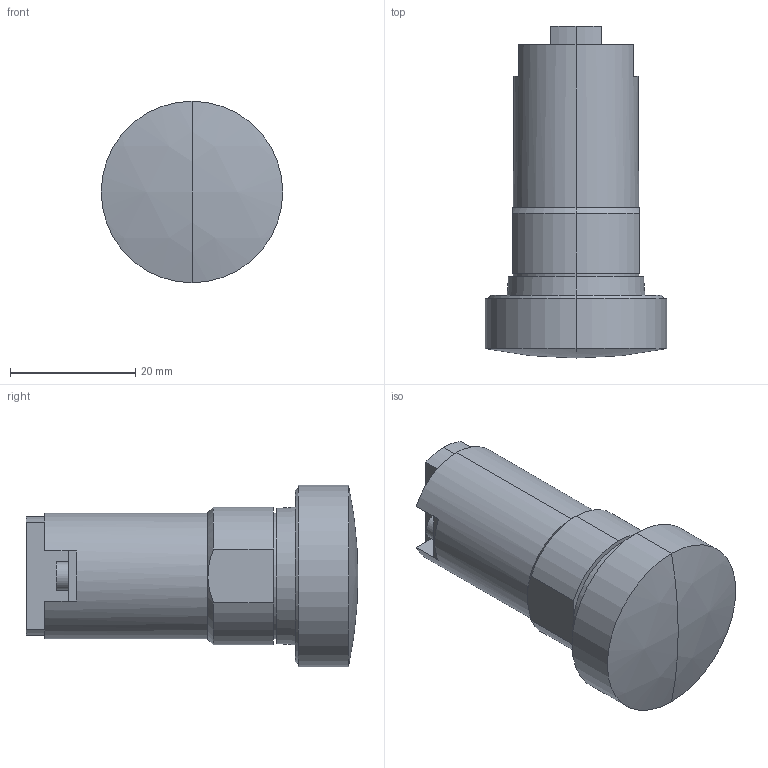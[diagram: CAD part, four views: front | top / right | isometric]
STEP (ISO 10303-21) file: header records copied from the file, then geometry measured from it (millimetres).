
FILE_DESCRIPTION(('starvars output'),'2;1');
FILE_NAME('XB7EV05MP_3D.stp','18:40:57 2020/04/01',( 'Thomas Industrial Network Germany GmbH'),( 'Thomas Industrial Network Germany GmbH'),'unknown preprocess','ACIS' ,'unknown authorization');
FILE_SCHEMA(('CONFIG_CONTROL_DESIGN {UNKNOWN IMPLEMENTATION LEVEL}'));
Length unit declared in the file: millimetre
Products named in the file (1): PRODUCT_ID_12
Bounding box: 29 x 53 x 29 mm (x, y, z)
Volume: 19531.4 mm3; surface area: 5024.9 mm2
Topology: 1 solids, 1 shells, 50 faces, 120 edges, 79 vertices
Faces by surface type: plane 24, cylinder 18, cone 6, sphere 2
Entity records: 1317 total; most frequent: ORIENTED_EDGE 240, CARTESIAN_POINT 205, DIRECTION 176, EDGE_CURVE 120, VERTEX_POINT 79, VECTOR 64, LINE 64, EDGE_LOOP 57
